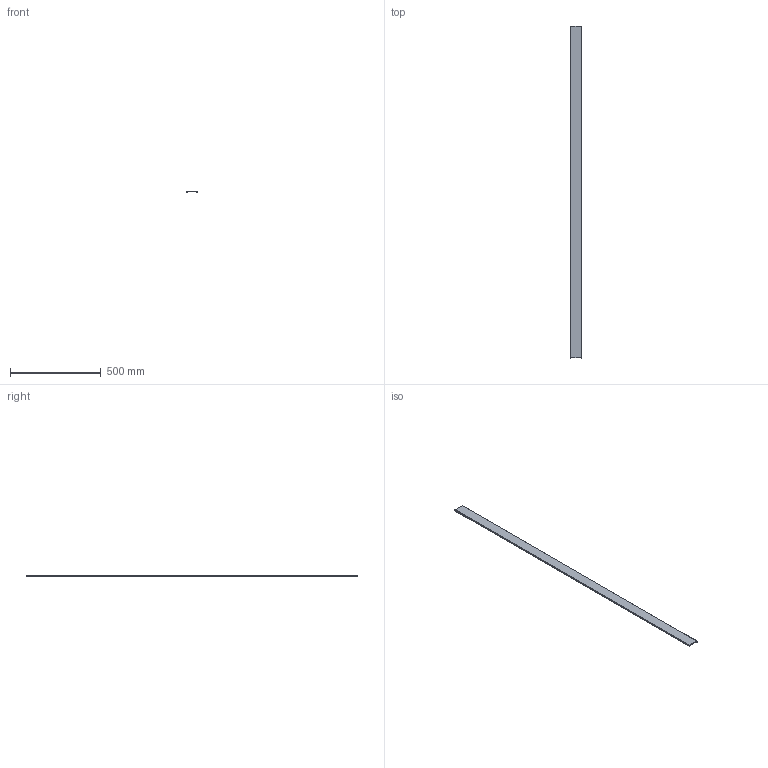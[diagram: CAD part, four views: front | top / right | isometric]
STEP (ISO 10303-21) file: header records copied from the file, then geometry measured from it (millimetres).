
FILE_DESCRIPTION(/* description */ (''),/* implementation_level */ '2;1');
FILE_NAME(/* name */ 'C2--6.stp',/* time_stamp */ '2021-11-11T12:46:43-06:00',/* author */ (''),/* organization */ (''),/* preprocessor_version */ 'ST-DEVELOPER v16.7',/* originating_system */ 'SIEMENS PLM Software NX 1926',/* authorisation */ '');
FILE_SCHEMA (('AP203_CONFIGURATION_CONTROLLED_3D_DESIGN_OF_MECHANICAL_PARTS_AND_ASSEMBLIES_MIM_LF { 1 0 10303 403 2 1 2}'));
Length unit declared in the file: inch
Products named in the file (1): bdk3604E78Cf7td
Bounding box: 57.12 x 1828.8 x 8.89 mm (x, y, z)
Volume: 232858.3 mm3; surface area: 271982.9 mm2
Topology: 1 solids, 1 shells, 18 faces, 48 edges, 32 vertices
Faces by surface type: plane 12, cylinder 6
Entity records: 662 total; most frequent: CARTESIAN_POINT 129, ORIENTED_EDGE 96, DIRECTION 88, EDGE_CURVE 48, VERTEX_POINT 32, AXIS2_PLACEMENT_3D 31, LINE 26, VECTOR 26
